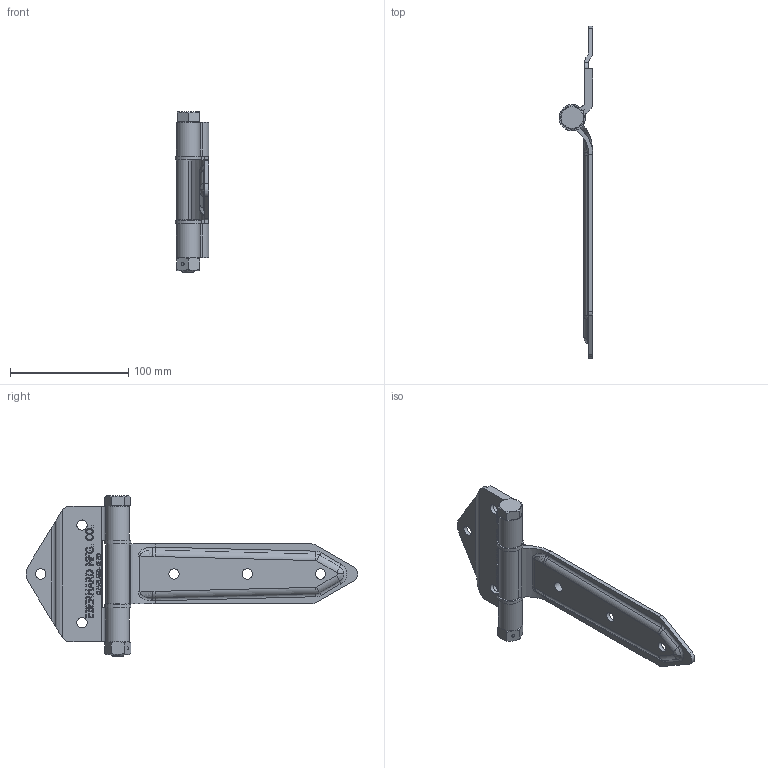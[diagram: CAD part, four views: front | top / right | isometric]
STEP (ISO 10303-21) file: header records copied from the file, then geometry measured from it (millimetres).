
FILE_DESCRIPTION((''),'2;1');
FILE_NAME('1-5869-X.stp','2013-08-30T11:18:49',('fredp'),(''),'Autodesk Inventor 2013','Autodesk Inventor 2013','');
FILE_SCHEMA(('AUTOMOTIVE_DESIGN { 1 0 10303 214 1 1 1 1 }'));
Length unit declared in the file: inch
Products named in the file (1): 1-5869-X
Bounding box: 28.59 x 280.73 x 135.46 mm (x, y, z)
Volume: 112805.8 mm3; surface area: 58757.3 mm2
Topology: 6 solids, 6 shells, 586 faces, 1562 edges, 1028 vertices
Faces by surface type: plane 332, bspline 164, cylinder 76, torus 8, sphere 4, cone 2
Full cylindrical faces by diameter (mm): 2.54 x2, 8.738 x6, 10.668 x1, 11.125 x2, 13.081 x1, 13.462 x2, 18.733 x1, 22.225 x2
Entity records: 23085 total; most frequent: CARTESIAN_POINT 9142, ORIENTED_EDGE 3036, DIRECTION 2182, EDGE_CURVE 1518, VERTEX_POINT 1013, VECTOR 988, LINE 988, EDGE_LOOP 679
